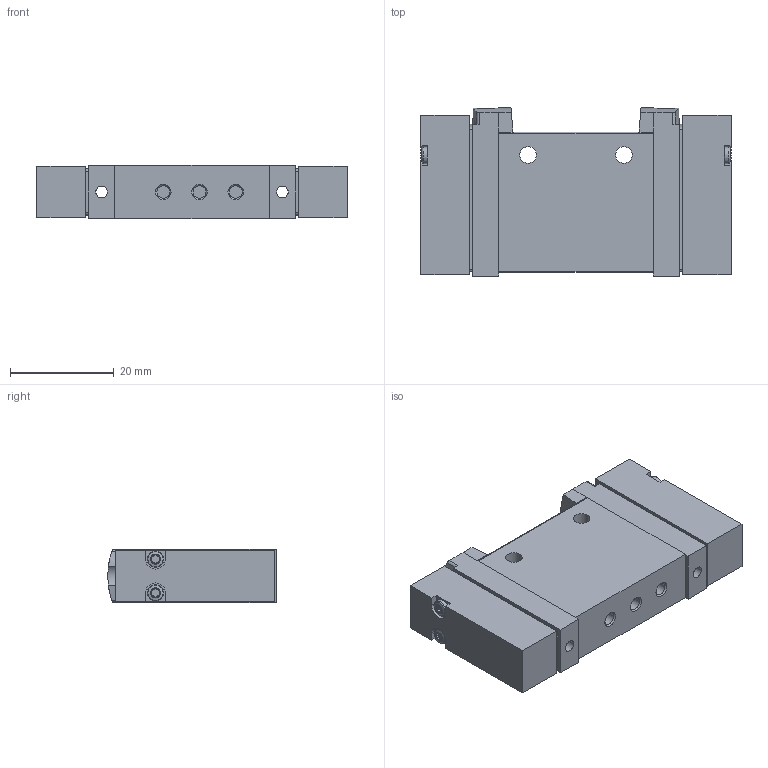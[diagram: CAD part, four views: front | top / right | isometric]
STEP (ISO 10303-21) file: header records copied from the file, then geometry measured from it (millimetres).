
FILE_DESCRIPTION(/* description */ ('STEP AP214'),/* implementation_level */ '2;1');
FILE_NAME(/* name */ '573797_VUWG-L10A-P53C-M3',/* time_stamp */ '2024-09-17T21:28:09+02:00',/* author */ ('License CC BY-ND 4.0'),/* organization */ ('CADENAS'),/* preprocessor_version */ 'ST-DEVELOPER v19.3',/* originating_system */ 'PARTsolutions',/* authorisation */ ' ');
FILE_SCHEMA (('TECHNICAL_DATA_PACKAGING','AP242_MANAGED_MODEL_BASED_3D_ENGINEERING_MIM_LF { 1 0 10303 442 3 1 4 }','AUTOMOTIVE_DESIGN {1 0 10303 214 3 1 1}'));
Length unit declared in the file: millimetre
Products named in the file (2): 573797 VUWG-L10A-P53C-M3; 571755 VUWG-L10A-P53C-M3---(G)
Assembly tree (1 placements, depth 2):
  573797 VUWG-L10A-P53C-M3
    571755 VUWG-L10A-P53C-M3---(G)
Bounding box: 59.9 x 32.5 x 10.25 mm (x, y, z)
Volume: 16736.8 mm3; surface area: 7199.7 mm2
Topology: 1 solids, 1 shells, 363 faces, 982 edges, 642 vertices
Faces by surface type: cylinder 187, plane 153, cone 11, torus 8, sphere 4
Full cylindrical faces by diameter (mm): 2.459 x5, 3.2 x6, 4.134 x2
Entity records: 11421 total; most frequent: DIRECTION 2102, CARTESIAN_POINT 1997, ORIENTED_EDGE 1878, EDGE_CURVE 939, AXIS2_PLACEMENT_3D 808, VERTEX_POINT 637, LINE 486, VECTOR 486
